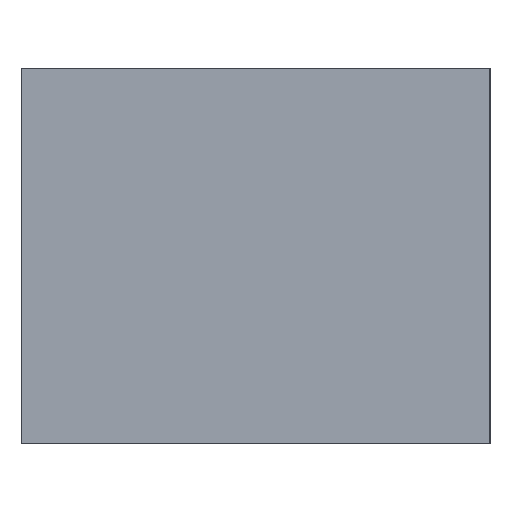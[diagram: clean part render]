
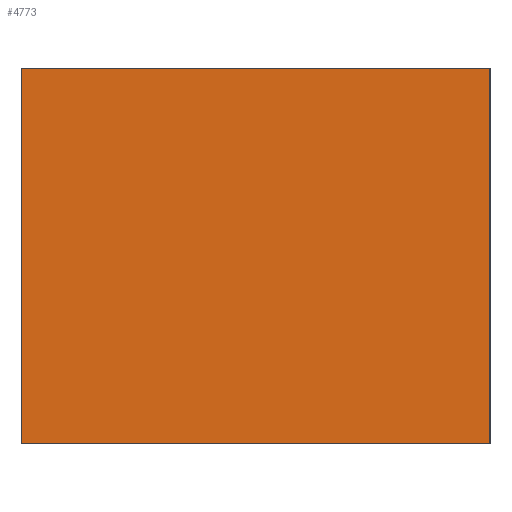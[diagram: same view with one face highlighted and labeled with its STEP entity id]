
A CAD part, left-side view. The second image highlights one B-rep face of the part: STEP entity #4773.
In plain terms, the highlighted planar face has unit normal (-1, 0, 0).
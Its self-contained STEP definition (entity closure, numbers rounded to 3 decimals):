
#407=ORIENTED_EDGE('',*,*,#1132,.T.);
#408=ORIENTED_EDGE('',*,*,#1133,.F.);
#409=ORIENTED_EDGE('',*,*,#1134,.T.);
#410=ORIENTED_EDGE('',*,*,#1099,.T.);
#1099=EDGE_CURVE('',#1463,#1462,#1752,.T.);
#1132=EDGE_CURVE('',#1462,#1494,#1777,.T.);
#1133=EDGE_CURVE('',#1495,#1494,#1778,.T.);
#1134=EDGE_CURVE('',#1495,#1463,#1779,.T.);
#1462=VERTEX_POINT('',#6543);
#1463=VERTEX_POINT('',#6545);
#1494=VERTEX_POINT('',#6686);
#1495=VERTEX_POINT('',#6688);
#1752=LINE('',#6544,#1913);
#1777=LINE('',#6685,#1938);
#1778=LINE('',#6687,#1939);
#1779=LINE('',#6689,#1940);
#1913=VECTOR('',#5471,1000.);
#1938=VECTOR('',#5510,1000.);
#1939=VECTOR('',#5511,1000.);
#1940=VECTOR('',#5512,1000.);
#2064=EDGE_LOOP('',(#407,#408,#409,#410));
#2491=FACE_BOUND('',#2064,.T.);
#2907=PLANE('',#5034);
#4773=ADVANCED_FACE('',(#2491),#2907,.F.);
#5034=AXIS2_PLACEMENT_3D('',#6684,#5508,#5509);
#5471=DIRECTION('',(0.,0.,-1.));
#5508=DIRECTION('',(1.,0.,0.));
#5509=DIRECTION('',(0.,0.,-1.));
#5510=DIRECTION('',(0.,-1.,0.));
#5511=DIRECTION('',(0.,0.,-1.));
#5512=DIRECTION('',(0.,1.,0.));
#6543=CARTESIAN_POINT('',(-47.5,20.,0.));
#6544=CARTESIAN_POINT('',(-47.5,20.,15.));
#6545=CARTESIAN_POINT('',(-47.5,20.,32.1));
#6684=CARTESIAN_POINT('',(-47.5,20.,15.));
#6685=CARTESIAN_POINT('',(-47.5,20.,0.));
#6686=CARTESIAN_POINT('',(-47.5,-20.,0.));
#6687=CARTESIAN_POINT('',(-47.5,-20.,15.));
#6688=CARTESIAN_POINT('',(-47.5,-20.,32.1));
#6689=CARTESIAN_POINT('',(-47.5,-20.,32.1));
